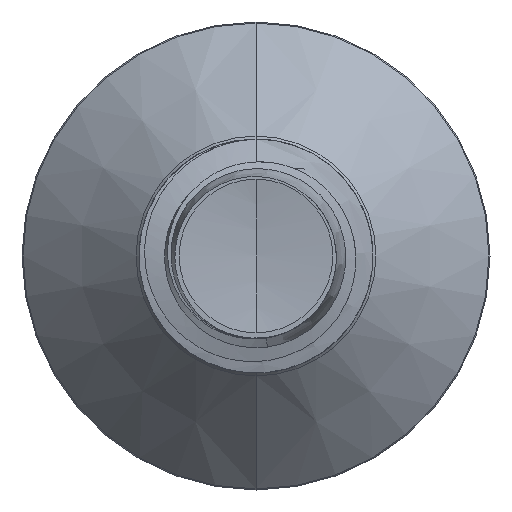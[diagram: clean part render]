
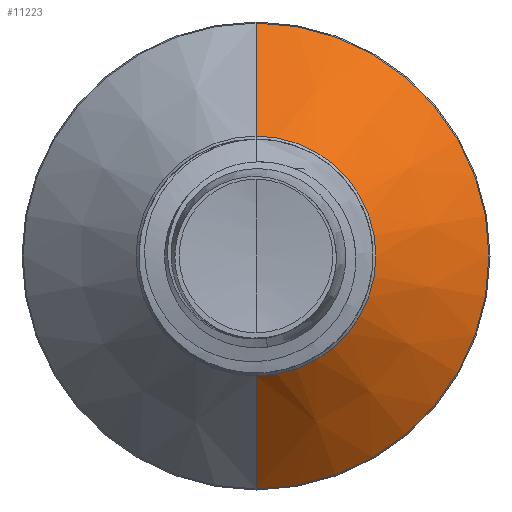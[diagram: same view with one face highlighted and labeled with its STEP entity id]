
A CAD part, front view. The second image highlights one B-rep face of the part: STEP entity #11223.
In plain terms, the highlighted conical face has half-angle 45 degrees and reference radius 2.563 mm.
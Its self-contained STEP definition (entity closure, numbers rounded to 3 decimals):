
#183 = CONICAL_SURFACE ( 'NONE', #4679, 2.563, 0.785 ) ;
#2449 = EDGE_CURVE ( 'NONE', #22901, #11787, #15551, .T. ) ;
#2573 = DIRECTION ( 'NONE',  ( 0., 0.707, -0.707 ) ) ;
#2725 = FACE_OUTER_BOUND ( 'NONE', #31649, .T. ) ;
#3847 = CARTESIAN_POINT ( 'NONE',  ( 0., 18.228, -4.978 ) ) ;
#4610 = DIRECTION ( 'NONE',  ( 0., 1., 0. ) ) ;
#4679 = AXIS2_PLACEMENT_3D ( 'NONE', #17979, #15236, #9210 ) ;
#5013 = CARTESIAN_POINT ( 'NONE',  ( 0., 15.813, 2.563 ) ) ;
#5918 = LINE ( 'NONE', #5013, #7626 ) ;
#7200 = ORIENTED_EDGE ( 'NONE', *, *, #27546, .F. ) ;
#7626 = VECTOR ( 'NONE', #26818, 1000. ) ;
#8245 = VERTEX_POINT ( 'NONE', #19538 ) ;
#9210 = DIRECTION ( 'NONE',  ( 0., 0., 1. ) ) ;
#9576 = CARTESIAN_POINT ( 'NONE',  ( 0., 15.813, 0. ) ) ;
#11223 = ADVANCED_FACE ( 'NONE', ( #2725 ), #183, .T. ) ;
#11537 = ORIENTED_EDGE ( 'NONE', *, *, #24543, .F. ) ;
#11787 = VERTEX_POINT ( 'NONE', #3847 ) ;
#12013 = EDGE_CURVE ( 'NONE', #8245, #22901, #32335, .T. ) ;
#12367 = DIRECTION ( 'NONE',  ( 0., 0., 1. ) ) ;
#15236 = DIRECTION ( 'NONE',  ( 0., 1., 0. ) ) ;
#15551 = LINE ( 'NONE', #32355, #17360 ) ;
#16308 = ORIENTED_EDGE ( 'NONE', *, *, #2449, .T. ) ;
#17360 = VECTOR ( 'NONE', #2573, 1000. ) ;
#17979 = CARTESIAN_POINT ( 'NONE',  ( 0., 15.813, 0. ) ) ;
#19538 = CARTESIAN_POINT ( 'NONE',  ( 0., 15.813, 2.563 ) ) ;
#20100 = ORIENTED_EDGE ( 'NONE', *, *, #12013, .T. ) ;
#20667 = CARTESIAN_POINT ( 'NONE',  ( 0., 15.813, -2.563 ) ) ;
#20980 = CARTESIAN_POINT ( 'NONE',  ( 0., 18.228, 0. ) ) ;
#22901 = VERTEX_POINT ( 'NONE', #20667 ) ;
#23680 = DIRECTION ( 'NONE',  ( 0., 0., 1. ) ) ;
#24543 = EDGE_CURVE ( 'NONE', #32579, #11787, #29314, .T. ) ;
#26818 = DIRECTION ( 'NONE',  ( 0., 0.707, 0.707 ) ) ;
#27546 = EDGE_CURVE ( 'NONE', #8245, #32579, #5918, .T. ) ;
#27549 = AXIS2_PLACEMENT_3D ( 'NONE', #20980, #4610, #23680 ) ;
#28402 = AXIS2_PLACEMENT_3D ( 'NONE', #9576, #28591, #12367 ) ;
#28591 = DIRECTION ( 'NONE',  ( 0., 1., 0. ) ) ;
#29314 = CIRCLE ( 'NONE', #27549, 4.978 ) ;
#29662 = CARTESIAN_POINT ( 'NONE',  ( 0., 18.228, 4.978 ) ) ;
#31649 = EDGE_LOOP ( 'NONE', ( #20100, #16308, #11537, #7200 ) ) ;
#32335 = CIRCLE ( 'NONE', #28402, 2.563 ) ;
#32355 = CARTESIAN_POINT ( 'NONE',  ( 0., 15.813, -2.563 ) ) ;
#32579 = VERTEX_POINT ( 'NONE', #29662 ) ;
